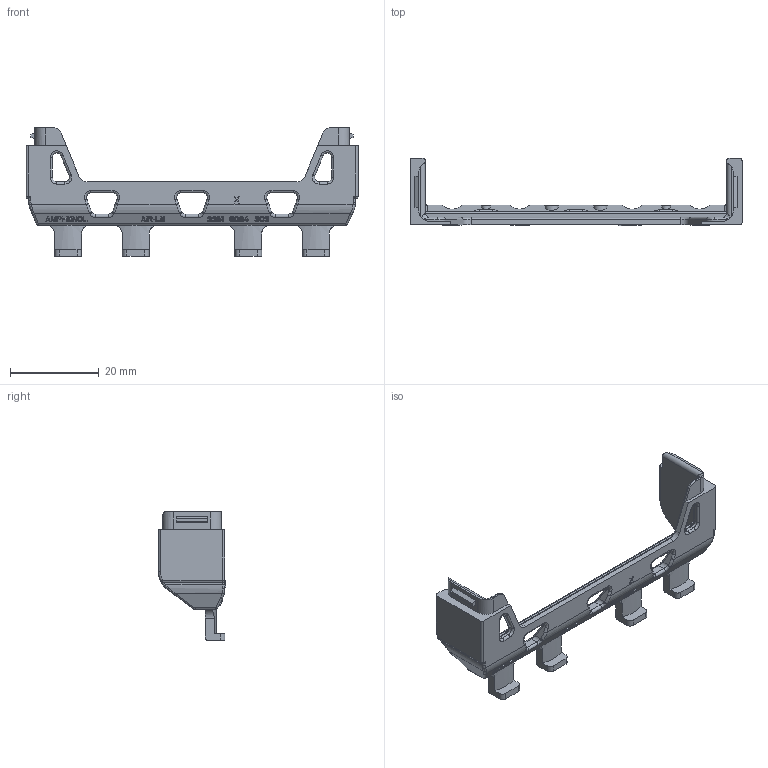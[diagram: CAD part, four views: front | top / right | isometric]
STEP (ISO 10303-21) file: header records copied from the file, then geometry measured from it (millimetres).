
FILE_DESCRIPTION((''),'2;1');
FILE_NAME('3351_0244_303','2020-02-05T',('presta_be4'),(''),'CREO PARAMETRIC BY PTC INC, 2018360','CREO PARAMETRIC BY PTC INC, 2018360','');
FILE_SCHEMA(('CONFIG_CONTROL_DESIGN'));
Length unit declared in the file: millimetre
Products named in the file (1): 3351_0244_303
Bounding box: 74.9 x 15.15 x 29 mm (x, y, z)
Volume: 3699 mm3; surface area: 4120 mm2
Topology: 1 solids, 1 shells, 1148 faces, 3143 edges, 2030 vertices
Faces by surface type: plane 885, cylinder 157, bspline 51, torus 47, sphere 8
Entity records: 37398 total; most frequent: CARTESIAN_POINT 8534, ORIENTED_EDGE 6286, DIRECTION 5509, EDGE_CURVE 3143, VECTOR 2651, LINE 2651, VERTEX_POINT 2030, AXIS2_PLACEMENT_3D 1429
